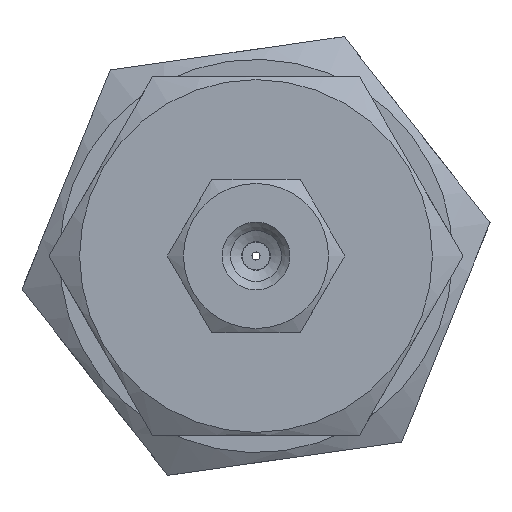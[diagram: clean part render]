
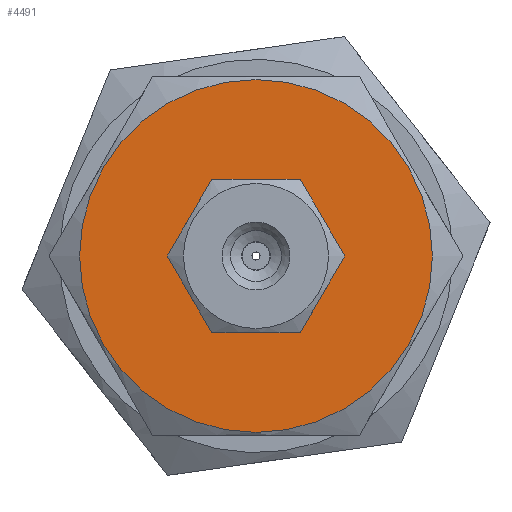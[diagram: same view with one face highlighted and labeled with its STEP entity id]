
A CAD part, left-side view. The second image highlights one B-rep face of the part: STEP entity #4491.
In plain terms, the highlighted face is planar.
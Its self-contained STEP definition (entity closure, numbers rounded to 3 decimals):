
#4401=CARTESIAN_POINT('',(0.,-1.8,0.0));
#4402=VERTEX_POINT('',#4401);
#4403=CARTESIAN_POINT('',(0.,0.,0.0));
#4404=DIRECTION('',(1.0,0.0,0.0));
#4405=DIRECTION('',(0.0,-1.0,0.0));
#4406=AXIS2_PLACEMENT_3D('',#4403,#4404,#4405);
#4407=CIRCLE('',#4406,1.8);
#4408=EDGE_CURVE('',#4402,#4402,#4407,.T.);
#4418=CARTESIAN_POINT('',(0.0,5.47,0.0));
#4419=VERTEX_POINT('',#4418);
#4420=CARTESIAN_POINT('',(0.,0.,0.0));
#4421=DIRECTION('',(1.0,0.0,0.0));
#4422=DIRECTION('',(0.0,1.0,0.0));
#4423=AXIS2_PLACEMENT_3D('',#4420,#4421,#4422);
#4424=CIRCLE('',#4423,5.47);
#4425=EDGE_CURVE('',#4419,#4419,#4424,.T.);
#4480=CARTESIAN_POINT('',(0.0,2.735,0.0));
#4481=DIRECTION('',(-1.0,0.0,0.0));
#4482=DIRECTION('',(0.0,0.0,1.0));
#4483=AXIS2_PLACEMENT_3D('',#4480,#4481,#4482);
#4484=PLANE('',#4483);
#4485=ORIENTED_EDGE('',*,*,#4425,.F.);
#4486=EDGE_LOOP('',(#4485));
#4487=FACE_OUTER_BOUND('',#4486,.T.);
#4488=ORIENTED_EDGE('',*,*,#4408,.T.);
#4489=EDGE_LOOP('',(#4488));
#4490=FACE_BOUND('',#4489,.T.);
#4491=ADVANCED_FACE('',(#4487,#4490),#4484,.T.);
